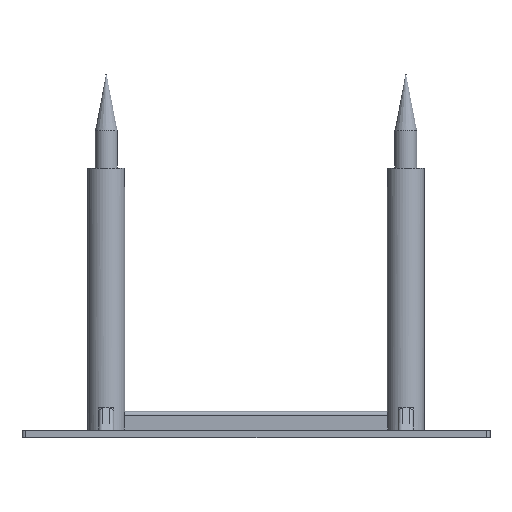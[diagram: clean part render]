
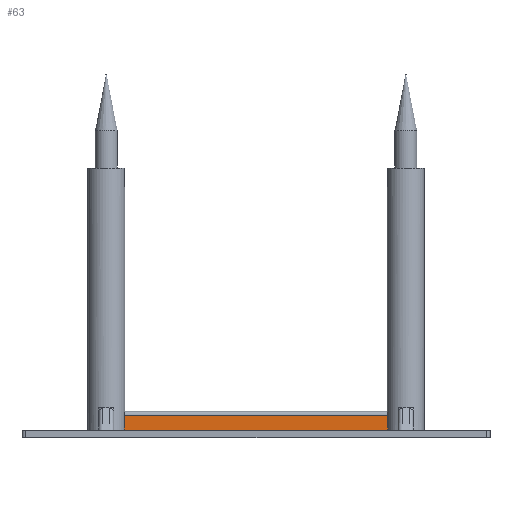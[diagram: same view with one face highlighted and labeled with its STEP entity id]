
A CAD part, left-side view. The second image highlights one B-rep face of the part: STEP entity #63.
In plain terms, the highlighted planar face has unit normal (-1, 0, 0).
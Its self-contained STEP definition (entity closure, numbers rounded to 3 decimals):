
#63=ADVANCED_FACE('',(#240),#242,.T.);
#240=FACE_BOUND('',#241,.T.);
#241=EDGE_LOOP('',(#4213,#4214,#4215,#4216));
#242=PLANE('',#243);
#243=AXIS2_PLACEMENT_3D('',#244,#245,#246);
#244=CARTESIAN_POINT('',(-1.5,36.,2.));
#245=DIRECTION('',(-1.,0.,0.));
#246=DIRECTION('',(0.,-1.,0.));
#4213=ORIENTED_EDGE('',*,*,#4562,.F.);
#4214=ORIENTED_EDGE('',*,*,#4506,.T.);
#4215=ORIENTED_EDGE('',*,*,#4539,.T.);
#4216=ORIENTED_EDGE('',*,*,#4563,.T.);
#4506=EDGE_CURVE('',#4722,#4720,#4723,.F.);
#4539=EDGE_CURVE('',#4720,#4779,#4781,.T.);
#4562=EDGE_CURVE('',#4722,#4823,#4824,.T.);
#4563=EDGE_CURVE('',#4779,#4823,#4825,.T.);
#4720=VERTEX_POINT('',#5103);
#4722=VERTEX_POINT('',#5108);
#4723=LINE('',#5109,#5110);
#4779=VERTEX_POINT('',#5377);
#4781=LINE('',#5382,#5383);
#4823=VERTEX_POINT('',#5481);
#4824=LINE('',#5482,#5483);
#4825=LINE('',#5485,#5486);
#5103=CARTESIAN_POINT('',(-1.5,35.23,2.));
#5108=CARTESIAN_POINT('',(-1.5,35.23,6.));
#5109=CARTESIAN_POINT('',(-1.5,35.23,2.));
#5110=VECTOR('',#5111,1.);
#5111=DIRECTION('',(0.,0.,1.));
#5377=CARTESIAN_POINT('',(-1.5,-35.23,2.));
#5382=CARTESIAN_POINT('',(-1.5,35.23,2.));
#5383=VECTOR('',#5384,1.);
#5384=DIRECTION('',(0.,-1.,0.));
#5481=CARTESIAN_POINT('',(-1.5,-35.23,6.));
#5482=CARTESIAN_POINT('',(-1.5,35.23,6.));
#5483=VECTOR('',#5484,1.);
#5484=DIRECTION('',(0.,-1.,0.));
#5485=CARTESIAN_POINT('',(-1.5,-35.23,2.));
#5486=VECTOR('',#5487,1.);
#5487=DIRECTION('',(0.,0.,1.));
